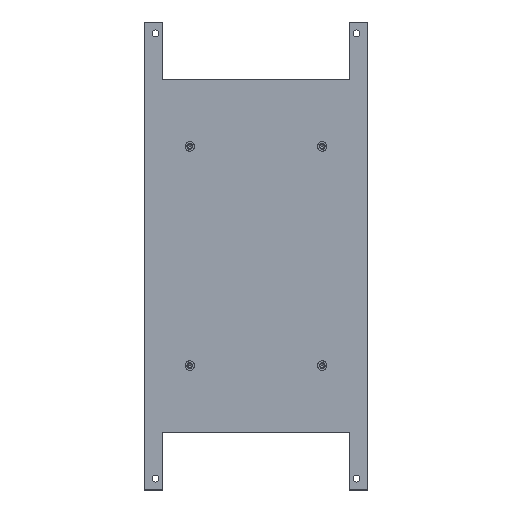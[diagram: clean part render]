
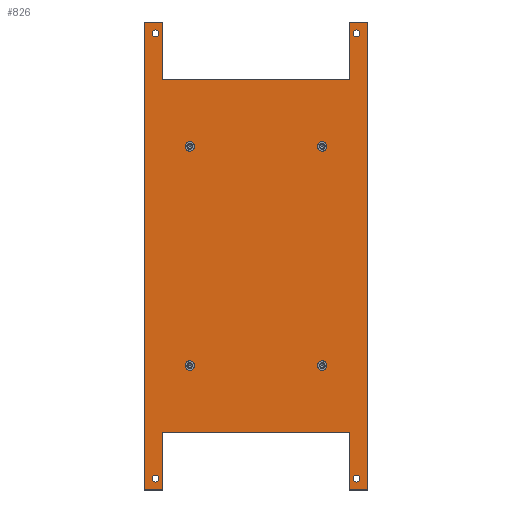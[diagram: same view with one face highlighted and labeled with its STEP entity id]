
A CAD part, top view. The second image highlights one B-rep face of the part: STEP entity #826.
In plain terms, the highlighted planar face has unit normal (0, 0, 1).
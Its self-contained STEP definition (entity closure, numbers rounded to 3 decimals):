
#97=CARTESIAN_POINT('',(-44.,97.5,2.));
#98=DIRECTION('',(0.,0.,-1.));
#99=DIRECTION('',(1.,0.,0.));
#100=AXIS2_PLACEMENT_3D('',#97,#98,#99);
#102=CARTESIAN_POINT('',(-44.,97.5,2.));
#103=DIRECTION('',(0.,0.,-1.));
#104=DIRECTION('',(-1.,0.,0.));
#105=AXIS2_PLACEMENT_3D('',#102,#103,#104);
#107=CARTESIAN_POINT('',(-44.,-97.5,2.));
#108=DIRECTION('',(0.,0.,-1.));
#109=DIRECTION('',(1.,0.,0.));
#110=AXIS2_PLACEMENT_3D('',#107,#108,#109);
#112=CARTESIAN_POINT('',(-44.,-97.5,2.));
#113=DIRECTION('',(0.,0.,-1.));
#114=DIRECTION('',(-1.,0.,0.));
#115=AXIS2_PLACEMENT_3D('',#112,#113,#114);
#117=CARTESIAN_POINT('',(44.,-97.5,2.));
#118=DIRECTION('',(0.,0.,-1.));
#119=DIRECTION('',(1.,0.,0.));
#120=AXIS2_PLACEMENT_3D('',#117,#118,#119);
#122=CARTESIAN_POINT('',(44.,-97.5,2.));
#123=DIRECTION('',(0.,0.,-1.));
#124=DIRECTION('',(-1.,0.,0.));
#125=AXIS2_PLACEMENT_3D('',#122,#123,#124);
#127=CARTESIAN_POINT('',(44.,97.5,2.));
#128=DIRECTION('',(0.,0.,-1.));
#129=DIRECTION('',(1.,0.,0.));
#130=AXIS2_PLACEMENT_3D('',#127,#128,#129);
#132=CARTESIAN_POINT('',(44.,97.5,2.));
#133=DIRECTION('',(0.,0.,-1.));
#134=DIRECTION('',(-1.,0.,0.));
#135=AXIS2_PLACEMENT_3D('',#132,#133,#134);
#137=DIRECTION('',(0.,-1.,0.));
#138=VECTOR('',#137,205.);
#139=CARTESIAN_POINT('',(-49.,102.5,2.));
#140=LINE('',#139,#138);
#141=DIRECTION('',(-1.,0.,0.));
#142=VECTOR('',#141,8.);
#143=CARTESIAN_POINT('',(-41.,102.5,2.));
#144=LINE('',#143,#142);
#145=DIRECTION('',(0.,1.,0.));
#146=VECTOR('',#145,25.);
#147=CARTESIAN_POINT('',(-41.,77.5,2.));
#148=LINE('',#147,#146);
#149=DIRECTION('',(-1.,0.,0.));
#150=VECTOR('',#149,82.);
#151=CARTESIAN_POINT('',(41.,77.5,2.));
#152=LINE('',#151,#150);
#153=DIRECTION('',(0.,-1.,0.));
#154=VECTOR('',#153,25.);
#155=CARTESIAN_POINT('',(41.,102.5,2.));
#156=LINE('',#155,#154);
#157=DIRECTION('',(-1.,0.,0.));
#158=VECTOR('',#157,8.);
#159=CARTESIAN_POINT('',(49.,102.5,2.));
#160=LINE('',#159,#158);
#161=DIRECTION('',(0.,1.,0.));
#162=VECTOR('',#161,205.);
#163=CARTESIAN_POINT('',(49.,-102.5,2.));
#164=LINE('',#163,#162);
#165=DIRECTION('',(1.,0.,0.));
#166=VECTOR('',#165,8.);
#167=CARTESIAN_POINT('',(41.,-102.5,2.));
#168=LINE('',#167,#166);
#169=DIRECTION('',(0.,-1.,0.));
#170=VECTOR('',#169,25.);
#171=CARTESIAN_POINT('',(41.,-77.5,2.));
#172=LINE('',#171,#170);
#173=DIRECTION('',(1.,0.,0.));
#174=VECTOR('',#173,82.);
#175=CARTESIAN_POINT('',(-41.,-77.5,2.));
#176=LINE('',#175,#174);
#177=DIRECTION('',(0.,1.,0.));
#178=VECTOR('',#177,25.);
#179=CARTESIAN_POINT('',(-41.,-102.5,2.));
#180=LINE('',#179,#178);
#181=DIRECTION('',(1.,0.,0.));
#182=VECTOR('',#181,8.);
#183=CARTESIAN_POINT('',(-49.,-102.5,2.));
#184=LINE('',#183,#182);
#185=CARTESIAN_POINT('',(-29.,48.,2.));
#186=DIRECTION('',(0.,0.,1.));
#187=DIRECTION('',(1.,0.,0.));
#188=AXIS2_PLACEMENT_3D('',#185,#186,#187);
#190=CARTESIAN_POINT('',(-29.,48.,2.));
#191=DIRECTION('',(0.,0.,1.));
#192=DIRECTION('',(-1.,0.,0.));
#193=AXIS2_PLACEMENT_3D('',#190,#191,#192);
#195=CARTESIAN_POINT('',(29.,48.,2.));
#196=DIRECTION('',(0.,0.,1.));
#197=DIRECTION('',(1.,0.,0.));
#198=AXIS2_PLACEMENT_3D('',#195,#196,#197);
#200=CARTESIAN_POINT('',(29.,48.,2.));
#201=DIRECTION('',(0.,0.,1.));
#202=DIRECTION('',(-1.,0.,0.));
#203=AXIS2_PLACEMENT_3D('',#200,#201,#202);
#205=CARTESIAN_POINT('',(-29.,-48.,2.));
#206=DIRECTION('',(0.,0.,1.));
#207=DIRECTION('',(1.,0.,0.));
#208=AXIS2_PLACEMENT_3D('',#205,#206,#207);
#210=CARTESIAN_POINT('',(-29.,-48.,2.));
#211=DIRECTION('',(0.,0.,1.));
#212=DIRECTION('',(-1.,0.,0.));
#213=AXIS2_PLACEMENT_3D('',#210,#211,#212);
#215=CARTESIAN_POINT('',(29.,-48.,2.));
#216=DIRECTION('',(0.,0.,1.));
#217=DIRECTION('',(1.,0.,0.));
#218=AXIS2_PLACEMENT_3D('',#215,#216,#217);
#220=CARTESIAN_POINT('',(29.,-48.,2.));
#221=DIRECTION('',(0.,0.,1.));
#222=DIRECTION('',(-1.,0.,0.));
#223=AXIS2_PLACEMENT_3D('',#220,#221,#222);
#541=CARTESIAN_POINT('',(-42.5,97.5,2.));
#542=CARTESIAN_POINT('',(-45.5,97.5,2.));
#543=VERTEX_POINT('',#541);
#544=VERTEX_POINT('',#542);
#545=CARTESIAN_POINT('',(-42.5,-97.5,2.));
#546=CARTESIAN_POINT('',(-45.5,-97.5,2.));
#547=VERTEX_POINT('',#545);
#548=VERTEX_POINT('',#546);
#549=CARTESIAN_POINT('',(45.5,-97.5,2.));
#550=CARTESIAN_POINT('',(42.5,-97.5,2.));
#551=VERTEX_POINT('',#549);
#552=VERTEX_POINT('',#550);
#553=CARTESIAN_POINT('',(45.5,97.5,2.));
#554=CARTESIAN_POINT('',(42.5,97.5,2.));
#555=VERTEX_POINT('',#553);
#556=VERTEX_POINT('',#554);
#557=CARTESIAN_POINT('',(-49.,102.5,2.));
#558=CARTESIAN_POINT('',(-49.,-102.5,2.));
#559=VERTEX_POINT('',#557);
#560=VERTEX_POINT('',#558);
#561=CARTESIAN_POINT('',(41.,-102.5,2.));
#562=CARTESIAN_POINT('',(49.,-102.5,2.));
#563=VERTEX_POINT('',#561);
#564=VERTEX_POINT('',#562);
#565=CARTESIAN_POINT('',(49.,102.5,2.));
#566=VERTEX_POINT('',#565);
#567=CARTESIAN_POINT('',(-41.,102.5,2.));
#568=VERTEX_POINT('',#567);
#581=CARTESIAN_POINT('',(-41.,-102.5,2.));
#582=VERTEX_POINT('',#581);
#583=CARTESIAN_POINT('',(-41.,-77.5,2.));
#584=VERTEX_POINT('',#583);
#585=CARTESIAN_POINT('',(41.,-77.5,2.));
#586=VERTEX_POINT('',#585);
#587=CARTESIAN_POINT('',(41.,102.5,2.));
#588=VERTEX_POINT('',#587);
#589=CARTESIAN_POINT('',(41.,77.5,2.));
#590=VERTEX_POINT('',#589);
#591=CARTESIAN_POINT('',(-41.,77.5,2.));
#592=VERTEX_POINT('',#591);
#609=CARTESIAN_POINT('',(-26.9,48.,2.));
#610=CARTESIAN_POINT('',(-31.1,48.,2.));
#611=VERTEX_POINT('',#609);
#612=VERTEX_POINT('',#610);
#613=CARTESIAN_POINT('',(31.1,48.,2.));
#614=CARTESIAN_POINT('',(26.9,48.,2.));
#615=VERTEX_POINT('',#613);
#616=VERTEX_POINT('',#614);
#617=CARTESIAN_POINT('',(-26.9,-48.,2.));
#618=CARTESIAN_POINT('',(-31.1,-48.,2.));
#619=VERTEX_POINT('',#617);
#620=VERTEX_POINT('',#618);
#621=CARTESIAN_POINT('',(31.1,-48.,2.));
#622=CARTESIAN_POINT('',(26.9,-48.,2.));
#623=VERTEX_POINT('',#621);
#624=VERTEX_POINT('',#622);
#749=CARTESIAN_POINT('',(0.,0.,2.));
#750=DIRECTION('',(0.,0.,1.));
#751=DIRECTION('',(1.,0.,0.));
#752=AXIS2_PLACEMENT_3D('',#749,#750,#751);
#753=PLANE('',#752);
#755=ORIENTED_EDGE('',*,*,#754,.F.);
#757=ORIENTED_EDGE('',*,*,#756,.F.);
#759=ORIENTED_EDGE('',*,*,#758,.F.);
#761=ORIENTED_EDGE('',*,*,#760,.F.);
#763=ORIENTED_EDGE('',*,*,#762,.F.);
#765=ORIENTED_EDGE('',*,*,#764,.F.);
#767=ORIENTED_EDGE('',*,*,#766,.F.);
#769=ORIENTED_EDGE('',*,*,#768,.F.);
#771=ORIENTED_EDGE('',*,*,#770,.F.);
#773=ORIENTED_EDGE('',*,*,#772,.F.);
#775=ORIENTED_EDGE('',*,*,#774,.F.);
#777=ORIENTED_EDGE('',*,*,#776,.F.);
#778=EDGE_LOOP('',(#755,#757,#759,#761,#763,#765,#767,#769,#771,#773,#775,
#777));
#779=FACE_OUTER_BOUND('',#778,.F.);
#780=ORIENTED_EDGE('',*,*,#729,.F.);
#781=ORIENTED_EDGE('',*,*,#743,.F.);
#782=EDGE_LOOP('',(#780,#781));
#783=FACE_BOUND('',#782,.F.);
#785=ORIENTED_EDGE('',*,*,#784,.F.);
#787=ORIENTED_EDGE('',*,*,#786,.F.);
#788=EDGE_LOOP('',(#785,#787));
#789=FACE_BOUND('',#788,.F.);
#791=ORIENTED_EDGE('',*,*,#790,.F.);
#793=ORIENTED_EDGE('',*,*,#792,.F.);
#794=EDGE_LOOP('',(#791,#793));
#795=FACE_BOUND('',#794,.F.);
#797=ORIENTED_EDGE('',*,*,#796,.F.);
#799=ORIENTED_EDGE('',*,*,#798,.F.);
#800=EDGE_LOOP('',(#797,#799));
#801=FACE_BOUND('',#800,.F.);
#803=ORIENTED_EDGE('',*,*,#802,.T.);
#805=ORIENTED_EDGE('',*,*,#804,.T.);
#806=EDGE_LOOP('',(#803,#805));
#807=FACE_BOUND('',#806,.F.);
#809=ORIENTED_EDGE('',*,*,#808,.T.);
#811=ORIENTED_EDGE('',*,*,#810,.T.);
#812=EDGE_LOOP('',(#809,#811));
#813=FACE_BOUND('',#812,.F.);
#815=ORIENTED_EDGE('',*,*,#814,.T.);
#817=ORIENTED_EDGE('',*,*,#816,.T.);
#818=EDGE_LOOP('',(#815,#817));
#819=FACE_BOUND('',#818,.F.);
#821=ORIENTED_EDGE('',*,*,#820,.T.);
#823=ORIENTED_EDGE('',*,*,#822,.T.);
#824=EDGE_LOOP('',(#821,#823));
#825=FACE_BOUND('',#824,.F.);
#101=CIRCLE('',#100,1.5);
#106=CIRCLE('',#105,1.5);
#111=CIRCLE('',#110,1.5);
#116=CIRCLE('',#115,1.5);
#121=CIRCLE('',#120,1.5);
#126=CIRCLE('',#125,1.5);
#131=CIRCLE('',#130,1.5);
#136=CIRCLE('',#135,1.5);
#189=CIRCLE('',#188,2.1);
#194=CIRCLE('',#193,2.1);
#199=CIRCLE('',#198,2.1);
#204=CIRCLE('',#203,2.1);
#209=CIRCLE('',#208,2.1);
#214=CIRCLE('',#213,2.1);
#219=CIRCLE('',#218,2.1);
#224=CIRCLE('',#223,2.1);
#729=EDGE_CURVE('',#543,#544,#101,.T.);
#743=EDGE_CURVE('',#544,#543,#106,.T.);
#754=EDGE_CURVE('',#559,#560,#140,.T.);
#756=EDGE_CURVE('',#568,#559,#144,.T.);
#758=EDGE_CURVE('',#592,#568,#148,.T.);
#760=EDGE_CURVE('',#590,#592,#152,.T.);
#762=EDGE_CURVE('',#588,#590,#156,.T.);
#764=EDGE_CURVE('',#566,#588,#160,.T.);
#766=EDGE_CURVE('',#564,#566,#164,.T.);
#768=EDGE_CURVE('',#563,#564,#168,.T.);
#770=EDGE_CURVE('',#586,#563,#172,.T.);
#772=EDGE_CURVE('',#584,#586,#176,.T.);
#774=EDGE_CURVE('',#582,#584,#180,.T.);
#776=EDGE_CURVE('',#560,#582,#184,.T.);
#784=EDGE_CURVE('',#547,#548,#111,.T.);
#786=EDGE_CURVE('',#548,#547,#116,.T.);
#790=EDGE_CURVE('',#551,#552,#121,.T.);
#792=EDGE_CURVE('',#552,#551,#126,.T.);
#796=EDGE_CURVE('',#555,#556,#131,.T.);
#798=EDGE_CURVE('',#556,#555,#136,.T.);
#802=EDGE_CURVE('',#611,#612,#189,.T.);
#804=EDGE_CURVE('',#612,#611,#194,.T.);
#808=EDGE_CURVE('',#615,#616,#199,.T.);
#810=EDGE_CURVE('',#616,#615,#204,.T.);
#814=EDGE_CURVE('',#619,#620,#209,.T.);
#816=EDGE_CURVE('',#620,#619,#214,.T.);
#820=EDGE_CURVE('',#623,#624,#219,.T.);
#822=EDGE_CURVE('',#624,#623,#224,.T.);
#826=ADVANCED_FACE('',(#779,#783,#789,#795,#801,#807,#813,#819,#825),#753,.T.);
